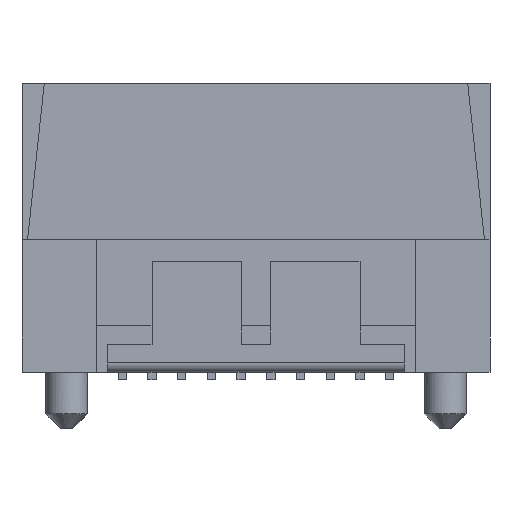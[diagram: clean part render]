
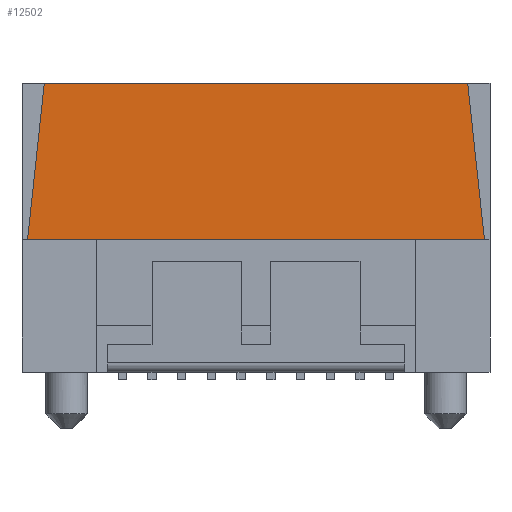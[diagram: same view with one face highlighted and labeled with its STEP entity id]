
A CAD part, front view. The second image highlights one B-rep face of the part: STEP entity #12502.
In plain terms, the highlighted planar face has unit normal (0, -1, 0).
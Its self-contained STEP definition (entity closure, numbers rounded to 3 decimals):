
#3432=DIRECTION('',(1.,0.,0.));
#3433=VECTOR('',#3432,11.4);
#3434=CARTESIAN_POINT('',(-5.7,-2.3,7.78));
#3435=LINE('',#3434,#3433);
#3926=DIRECTION('',(1.,0.,0.));
#3927=VECTOR('',#3926,12.3);
#3928=CARTESIAN_POINT('',(-6.15,-2.3,3.58));
#3929=LINE('',#3928,#3927);
#3930=DIRECTION('',(-0.107,0.,-0.994));
#3931=VECTOR('',#3930,4.224);
#3932=CARTESIAN_POINT('',(-5.7,-2.3,7.78));
#3933=LINE('',#3932,#3931);
#3934=DIRECTION('',(-0.107,0.,0.994));
#3935=VECTOR('',#3934,4.224);
#3936=CARTESIAN_POINT('',(6.15,-2.3,3.58));
#3937=LINE('',#3936,#3935);
#9694=CARTESIAN_POINT('',(-5.7,-2.3,7.78));
#9695=CARTESIAN_POINT('',(-6.15,-2.3,3.58));
#9696=VERTEX_POINT('',#9694);
#9697=VERTEX_POINT('',#9695);
#9704=CARTESIAN_POINT('',(6.15,-2.3,3.58));
#9705=VERTEX_POINT('',#9704);
#9742=CARTESIAN_POINT('',(5.7,-2.3,7.78));
#9743=VERTEX_POINT('',#9742);
#12490=CARTESIAN_POINT('',(-14.491,-2.3,3.58));
#12491=DIRECTION('',(0.,1.,0.));
#12492=DIRECTION('',(0.,0.,1.));
#12493=AXIS2_PLACEMENT_3D('',#12490,#12491,#12492);
#12494=PLANE('',#12493);
#12495=ORIENTED_EDGE('',*,*,#12444,.F.);
#12496=ORIENTED_EDGE('',*,*,#12482,.F.);
#12497=ORIENTED_EDGE('',*,*,#11731,.T.);
#12499=ORIENTED_EDGE('',*,*,#12498,.F.);
#12500=EDGE_LOOP('',(#12495,#12496,#12497,#12499));
#12501=FACE_OUTER_BOUND('',#12500,.F.);
#12502=ADVANCED_FACE('',(#12501),#12494,.F.);
#11731=EDGE_CURVE('',#9696,#9743,#3435,.T.);
#12444=EDGE_CURVE('',#9697,#9705,#3929,.T.);
#12482=EDGE_CURVE('',#9696,#9697,#3933,.T.);
#12498=EDGE_CURVE('',#9705,#9743,#3937,.T.);
